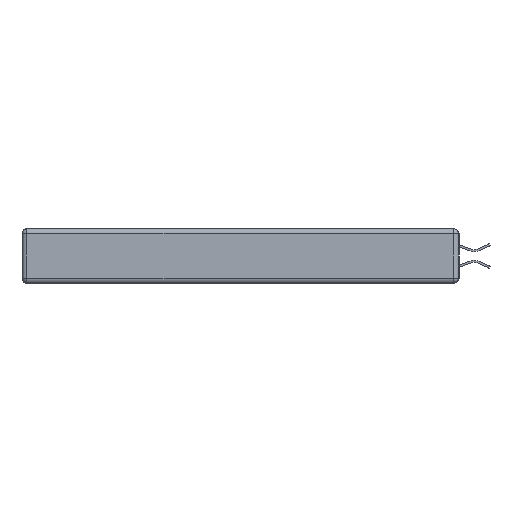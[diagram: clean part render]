
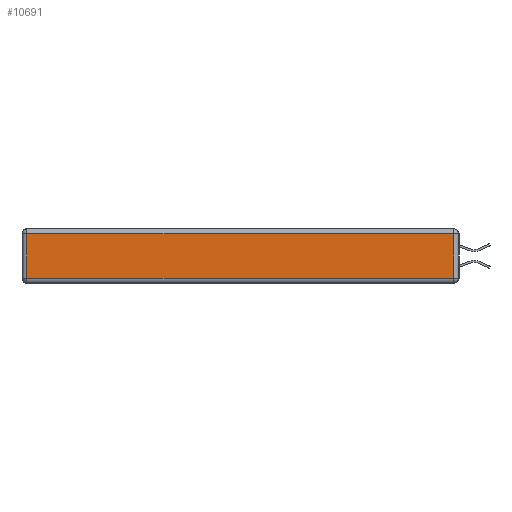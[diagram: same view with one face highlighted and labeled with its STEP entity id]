
A CAD part, left-side view. The second image highlights one B-rep face of the part: STEP entity #10691.
In plain terms, the highlighted planar face has unit normal (-1, 0, 0).
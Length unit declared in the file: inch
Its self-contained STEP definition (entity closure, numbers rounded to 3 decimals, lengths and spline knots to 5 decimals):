
#439 = DIRECTION ( 'NONE',  ( 0., 1., 0. ) ) ;
#710 = ORIENTED_EDGE ( 'NONE', *, *, #9652, .T. ) ;
#1121 = FACE_OUTER_BOUND ( 'NONE', #20703, .T. ) ;
#1166 = LINE ( 'NONE', #10970, #17261 ) ;
#1716 = AXIS2_PLACEMENT_3D ( 'NONE', #5189, #22274, #20740 ) ;
#2462 = LINE ( 'NONE', #3426, #22291 ) ;
#3426 = CARTESIAN_POINT ( 'NONE',  ( 0., 0.03, -0.343 ) ) ;
#5189 = CARTESIAN_POINT ( 'NONE',  ( 0., 0., -0.343 ) ) ;
#5829 = ORIENTED_EDGE ( 'NONE', *, *, #9562, .T. ) ;
#6504 = EDGE_CURVE ( 'NONE', #15483, #21141, #6518, .T. ) ;
#6518 = LINE ( 'NONE', #16003, #17637 ) ;
#6855 = CARTESIAN_POINT ( 'NONE',  ( 0., 2.72, -0.03 ) ) ;
#7758 = LINE ( 'NONE', #17651, #9920 ) ;
#8705 = EDGE_CURVE ( 'NONE', #21141, #22206, #2462, .T. ) ;
#8718 = DIRECTION ( 'NONE',  ( 0., 0., 1. ) ) ;
#9562 = EDGE_CURVE ( 'NONE', #16947, #15483, #7758, .T. ) ;
#9652 = EDGE_CURVE ( 'NONE', #22206, #16947, #1166, .T. ) ;
#9920 = VECTOR ( 'NONE', #17357, 39.37008 ) ;
#10691 = ADVANCED_FACE ( 'NONE', ( #1121 ), #19002, .T. ) ;
#10970 = CARTESIAN_POINT ( 'NONE',  ( 0., 2.75, -0.03 ) ) ;
#11231 = CARTESIAN_POINT ( 'NONE',  ( 0., 0.03, -0.03 ) ) ;
#12598 = ORIENTED_EDGE ( 'NONE', *, *, #8705, .T. ) ;
#14717 = CARTESIAN_POINT ( 'NONE',  ( 0., 0.03, -0.313 ) ) ;
#15483 = VERTEX_POINT ( 'NONE', #19558 ) ;
#16003 = CARTESIAN_POINT ( 'NONE',  ( 0., 0., -0.313 ) ) ;
#16947 = VERTEX_POINT ( 'NONE', #6855 ) ;
#17261 = VECTOR ( 'NONE', #439, 39.37008 ) ;
#17357 = DIRECTION ( 'NONE',  ( 0., 0., -1. ) ) ;
#17637 = VECTOR ( 'NONE', #17747, 39.37008 ) ;
#17651 = CARTESIAN_POINT ( 'NONE',  ( 0., 2.72, -0.343 ) ) ;
#17747 = DIRECTION ( 'NONE',  ( 0., -1., 0. ) ) ;
#19002 = PLANE ( 'NONE',  #1716 ) ;
#19558 = CARTESIAN_POINT ( 'NONE',  ( 0., 2.72, -0.313 ) ) ;
#20703 = EDGE_LOOP ( 'NONE', ( #21399, #12598, #710, #5829 ) ) ;
#20740 = DIRECTION ( 'NONE',  ( 0., 0., 1. ) ) ;
#21141 = VERTEX_POINT ( 'NONE', #14717 ) ;
#21399 = ORIENTED_EDGE ( 'NONE', *, *, #6504, .T. ) ;
#22206 = VERTEX_POINT ( 'NONE', #11231 ) ;
#22274 = DIRECTION ( 'NONE',  ( -1., 0., 0. ) ) ;
#22291 = VECTOR ( 'NONE', #8718, 39.37008 ) ;
